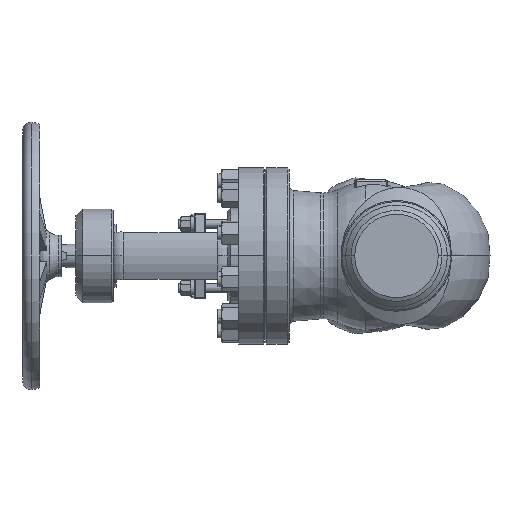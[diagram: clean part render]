
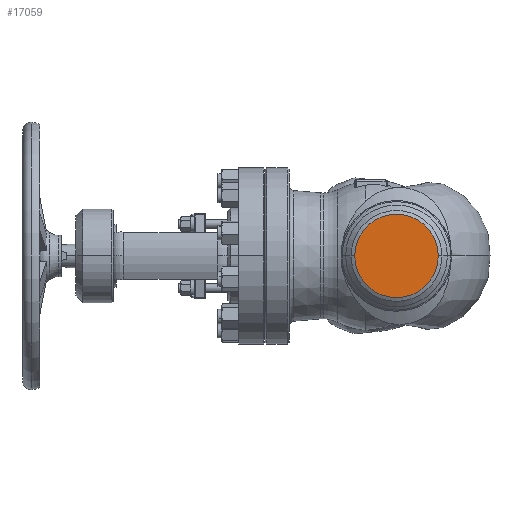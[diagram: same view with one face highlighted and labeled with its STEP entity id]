
A CAD part, left-side view. The second image highlights one B-rep face of the part: STEP entity #17059.
In plain terms, the highlighted planar face has unit normal (-1, 0, 0).
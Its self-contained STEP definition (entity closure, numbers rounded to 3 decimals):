
#1902 = AXIS2_PLACEMENT_3D ( 'NONE', #6860, #28819, #9973 ) ;
#2111 = EDGE_LOOP ( 'NONE', ( #31075, #3586 ) ) ;
#2376 = DIRECTION ( 'NONE',  ( -1., 0., 0. ) ) ;
#3331 = CARTESIAN_POINT ( 'NONE',  ( -275., -78., 0. ) ) ;
#3586 = ORIENTED_EDGE ( 'NONE', *, *, #8860, .T. ) ;
#5348 = PLANE ( 'NONE',  #12453 ) ;
#6860 = CARTESIAN_POINT ( 'NONE',  ( -275., 0., 0. ) ) ;
#7285 = CARTESIAN_POINT ( 'NONE',  ( -275., 78., 0. ) ) ;
#8700 = DIRECTION ( 'NONE',  ( 0., -1., 0. ) ) ;
#8860 = EDGE_CURVE ( 'NONE', #18860, #16291, #21748, .T. ) ;
#9973 = DIRECTION ( 'NONE',  ( 0., -1., 0. ) ) ;
#12045 = AXIS2_PLACEMENT_3D ( 'NONE', #23726, #24233, #8700 ) ;
#12453 = AXIS2_PLACEMENT_3D ( 'NONE', #21142, #2376, #24320 ) ;
#14182 = EDGE_CURVE ( 'NONE', #16291, #18860, #14512, .T. ) ;
#14512 = CIRCLE ( 'NONE', #1902, 78. ) ;
#16291 = VERTEX_POINT ( 'NONE', #7285 ) ;
#17059 = ADVANCED_FACE ( 'NONE', ( #32315 ), #5348, .T. ) ;
#18860 = VERTEX_POINT ( 'NONE', #3331 ) ;
#21142 = CARTESIAN_POINT ( 'NONE',  ( -275., 0., 0. ) ) ;
#21748 = CIRCLE ( 'NONE', #12045, 78. ) ;
#23726 = CARTESIAN_POINT ( 'NONE',  ( -275., 0., 0. ) ) ;
#24233 = DIRECTION ( 'NONE',  ( -1., 0., 0. ) ) ;
#24320 = DIRECTION ( 'NONE',  ( 0., -1., 0. ) ) ;
#28819 = DIRECTION ( 'NONE',  ( -1., 0., 0. ) ) ;
#31075 = ORIENTED_EDGE ( 'NONE', *, *, #14182, .T. ) ;
#32315 = FACE_OUTER_BOUND ( 'NONE', #2111, .T. ) ;
